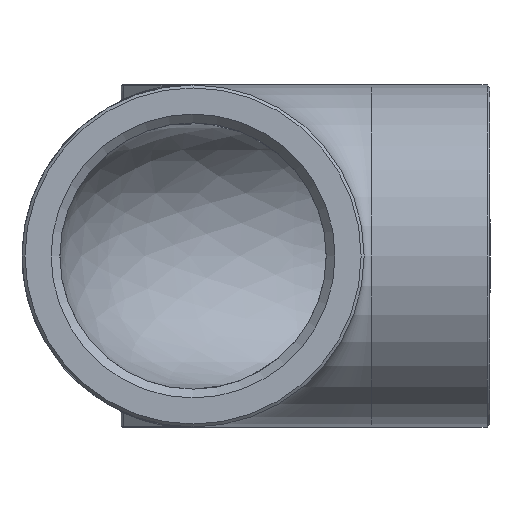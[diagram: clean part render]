
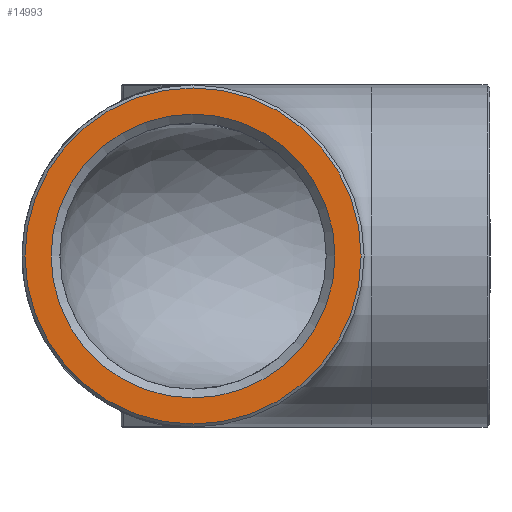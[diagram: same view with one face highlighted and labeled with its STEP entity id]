
A CAD part, front view. The second image highlights one B-rep face of the part: STEP entity #14993.
In plain terms, the highlighted planar face has unit normal (0, -1, 0).
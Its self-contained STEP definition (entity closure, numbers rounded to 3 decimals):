
#1777 = CIRCLE ( 'NONE', #12994, 23.901 ) ;
#5973 = EDGE_CURVE ( 'NONE', #13711, #13711, #16426, .T. ) ;
#6332 = FACE_OUTER_BOUND ( 'NONE', #13844, .T. ) ;
#6945 = AXIS2_PLACEMENT_3D ( 'NONE', #7962, #18041, #11284 ) ;
#7962 = CARTESIAN_POINT ( 'NONE',  ( 0., 0., 0. ) ) ;
#8766 = CARTESIAN_POINT ( 'NONE',  ( 0., 0., 28.3 ) ) ;
#9506 = DIRECTION ( 'NONE',  ( 0., 0., 1. ) ) ;
#10305 = ORIENTED_EDGE ( 'NONE', *, *, #11594, .F. ) ;
#10933 = DIRECTION ( 'NONE',  ( 0., -1., 0. ) ) ;
#11058 = DIRECTION ( 'NONE',  ( 0., -1., 0. ) ) ;
#11167 = FACE_BOUND ( 'NONE', #15270, .T. ) ;
#11284 = DIRECTION ( 'NONE',  ( 0., 0., 1. ) ) ;
#11594 = EDGE_CURVE ( 'NONE', #17182, #17182, #1777, .T. ) ;
#11828 = CARTESIAN_POINT ( 'NONE',  ( 0., 0., -23.901 ) ) ;
#12994 = AXIS2_PLACEMENT_3D ( 'NONE', #19557, #11058, #20871 ) ;
#13711 = VERTEX_POINT ( 'NONE', #8766 ) ;
#13844 = EDGE_LOOP ( 'NONE', ( #14882 ) ) ;
#14359 = AXIS2_PLACEMENT_3D ( 'NONE', #21063, #10933, #9506 ) ;
#14882 = ORIENTED_EDGE ( 'NONE', *, *, #5973, .T. ) ;
#14993 = ADVANCED_FACE ( 'NONE', ( #6332, #11167 ), #17832, .F. ) ;
#15270 = EDGE_LOOP ( 'NONE', ( #10305 ) ) ;
#16426 = CIRCLE ( 'NONE', #14359, 28.3 ) ;
#17182 = VERTEX_POINT ( 'NONE', #11828 ) ;
#17832 = PLANE ( 'NONE',  #6945 ) ;
#18041 = DIRECTION ( 'NONE',  ( 0., 1., 0. ) ) ;
#19557 = CARTESIAN_POINT ( 'NONE',  ( 0., 0., 0. ) ) ;
#20871 = DIRECTION ( 'NONE',  ( 0., 0., -1. ) ) ;
#21063 = CARTESIAN_POINT ( 'NONE',  ( 0., 0., 0. ) ) ;
